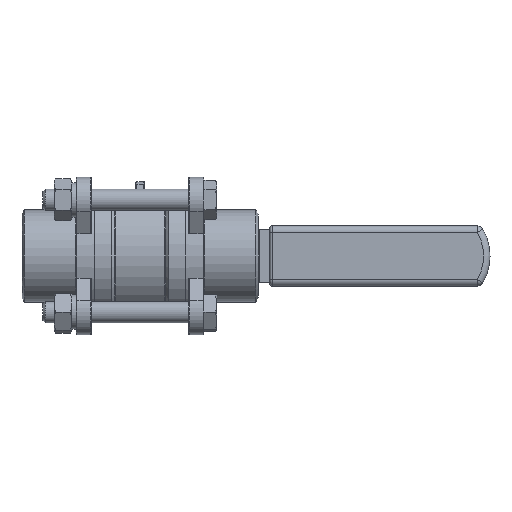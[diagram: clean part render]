
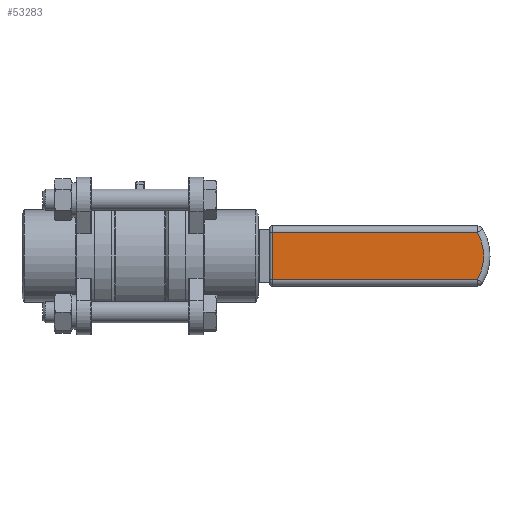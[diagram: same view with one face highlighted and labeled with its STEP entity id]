
A CAD part, front view. The second image highlights one B-rep face of the part: STEP entity #53283.
In plain terms, the highlighted planar face has unit normal (0, -1, 0).
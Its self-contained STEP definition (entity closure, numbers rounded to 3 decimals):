
#1522 = EDGE_CURVE ( 'NONE', #30243, #57264, #59187, .T. ) ;
#3012 = CARTESIAN_POINT ( 'NONE',  ( 163., 93., 11. ) ) ;
#4812 = PLANE ( 'NONE',  #41686 ) ;
#5498 = EDGE_CURVE ( 'NONE', #57947, #30243, #47774, .T. ) ;
#5735 = DIRECTION ( 'NONE',  ( 0., 0., 1. ) ) ;
#6063 = ORIENTED_EDGE ( 'NONE', *, *, #1522, .T. ) ;
#8392 = DIRECTION ( 'NONE',  ( -1., 0., 0. ) ) ;
#11606 = CARTESIAN_POINT ( 'NONE',  ( 61.485, 93., 14. ) ) ;
#12715 = VECTOR ( 'NONE', #37969, 1000. ) ;
#13163 = LINE ( 'NONE', #3012, #67415 ) ;
#13837 = EDGE_CURVE ( 'NONE', #15018, #57947, #13163, .T. ) ;
#15018 = VERTEX_POINT ( 'NONE', #23116 ) ;
#18573 = ORIENTED_EDGE ( 'NONE', *, *, #5498, .T. ) ;
#20677 = CARTESIAN_POINT ( 'NONE',  ( 163., 93., 14. ) ) ;
#20825 = ORIENTED_EDGE ( 'NONE', *, *, #27855, .T. ) ;
#23116 = CARTESIAN_POINT ( 'NONE',  ( 157.052, 93., 11. ) ) ;
#27855 = EDGE_CURVE ( 'NONE', #57264, #15018, #49487, .T. ) ;
#30042 = CARTESIAN_POINT ( 'NONE',  ( 61.485, 93., -11. ) ) ;
#30243 = VERTEX_POINT ( 'NONE', #30042 ) ;
#31388 = DIRECTION ( 'NONE',  ( 0., 1., 0. ) ) ;
#32616 = CARTESIAN_POINT ( 'NONE',  ( 158.711, 93., -11. ) ) ;
#33239 = CARTESIAN_POINT ( 'NONE',  ( 137.999, 93., 0. ) ) ;
#37969 = DIRECTION ( 'NONE',  ( 0., 0., -1. ) ) ;
#39817 = CARTESIAN_POINT ( 'NONE',  ( 61.485, 93., 11. ) ) ;
#41562 = CARTESIAN_POINT ( 'NONE',  ( 157.052, 93., -11. ) ) ;
#41686 = AXIS2_PLACEMENT_3D ( 'NONE', #20677, #31388, #57930 ) ;
#42601 = DIRECTION ( 'NONE',  ( 1., 0., 0. ) ) ;
#44964 = VECTOR ( 'NONE', #42601, 1000. ) ;
#47774 = LINE ( 'NONE', #11606, #12715 ) ;
#49487 = CIRCLE ( 'NONE', #65023, 22. ) ;
#53283 = ADVANCED_FACE ( 'NONE', ( #57552 ), #4812, .F. ) ;
#57060 = ORIENTED_EDGE ( 'NONE', *, *, #13837, .T. ) ;
#57264 = VERTEX_POINT ( 'NONE', #41562 ) ;
#57552 = FACE_OUTER_BOUND ( 'NONE', #62460, .T. ) ;
#57930 = DIRECTION ( 'NONE',  ( 0., 0., 1. ) ) ;
#57947 = VERTEX_POINT ( 'NONE', #39817 ) ;
#59187 = LINE ( 'NONE', #32616, #44964 ) ;
#59358 = DIRECTION ( 'NONE',  ( 0., -1., 0. ) ) ;
#62460 = EDGE_LOOP ( 'NONE', ( #18573, #6063, #20825, #57060 ) ) ;
#65023 = AXIS2_PLACEMENT_3D ( 'NONE', #33239, #59358, #5735 ) ;
#67415 = VECTOR ( 'NONE', #8392, 1000. ) ;
